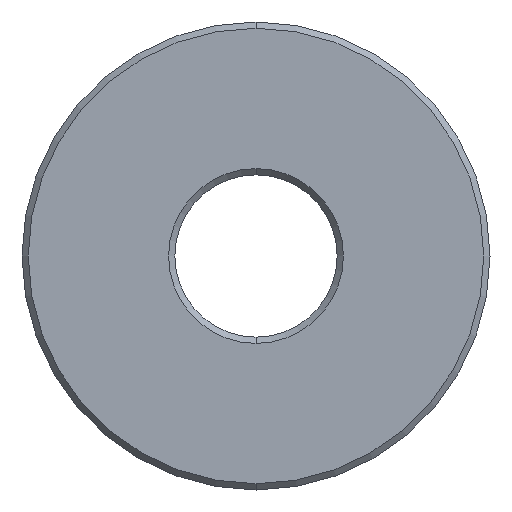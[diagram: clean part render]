
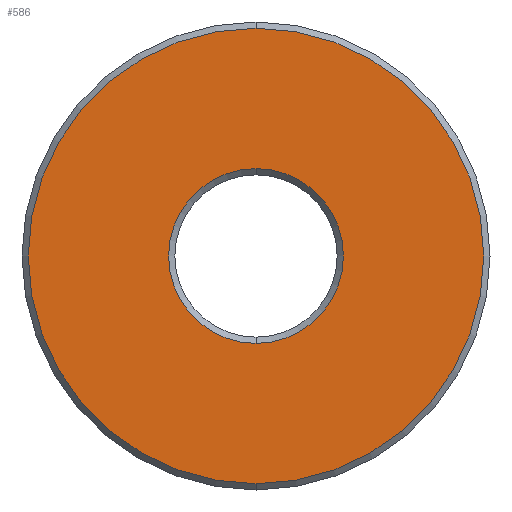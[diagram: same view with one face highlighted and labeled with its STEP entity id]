
A CAD part, front view. The second image highlights one B-rep face of the part: STEP entity #586.
In plain terms, the highlighted planar face has unit normal (0, -1, 0).
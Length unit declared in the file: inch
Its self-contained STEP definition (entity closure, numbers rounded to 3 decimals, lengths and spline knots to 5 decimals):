
#8 = ORIENTED_EDGE ( 'NONE', *, *, #345, .T. ) ;
#17 = EDGE_CURVE ( 'NONE', #24, #706, #576, .T. ) ;
#24 = VERTEX_POINT ( 'NONE', #863 ) ;
#40 = CIRCLE ( 'NONE', #343, 0.14 ) ;
#53 = ORIENTED_EDGE ( 'NONE', *, *, #62, .T. ) ;
#62 = EDGE_CURVE ( 'NONE', #435, #542, #475, .T. ) ;
#66 = DIRECTION ( 'NONE',  ( 0., 0., 1. ) ) ;
#68 = DIRECTION ( 'NONE',  ( 0., 1., 0. ) ) ;
#82 = DIRECTION ( 'NONE',  ( 0., 0., 1. ) ) ;
#162 = CARTESIAN_POINT ( 'NONE',  ( 0., 0., 0. ) ) ;
#193 = FACE_BOUND ( 'NONE', #679, .T. ) ;
#203 = CARTESIAN_POINT ( 'NONE',  ( 0., 0., 0.14 ) ) ;
#332 = AXIS2_PLACEMENT_3D ( 'NONE', #590, #890, #377 ) ;
#343 = AXIS2_PLACEMENT_3D ( 'NONE', #162, #651, #444 ) ;
#345 = EDGE_CURVE ( 'NONE', #706, #24, #369, .T. ) ;
#356 = DIRECTION ( 'NONE',  ( 0., -1., 0. ) ) ;
#369 = CIRCLE ( 'NONE', #332, 0.365 ) ;
#375 = DIRECTION ( 'NONE',  ( 0., 0., 1. ) ) ;
#377 = DIRECTION ( 'NONE',  ( 0., 0., 1. ) ) ;
#410 = EDGE_LOOP ( 'NONE', ( #414, #8 ) ) ;
#414 = ORIENTED_EDGE ( 'NONE', *, *, #17, .T. ) ;
#435 = VERTEX_POINT ( 'NONE', #676 ) ;
#444 = DIRECTION ( 'NONE',  ( 0., 0., 1. ) ) ;
#475 = CIRCLE ( 'NONE', #848, 0.14 ) ;
#477 = AXIS2_PLACEMENT_3D ( 'NONE', #487, #68, #66 ) ;
#487 = CARTESIAN_POINT ( 'NONE',  ( -0.375, 0., 0. ) ) ;
#542 = VERTEX_POINT ( 'NONE', #203 ) ;
#567 = CARTESIAN_POINT ( 'NONE',  ( 0., 0., -0.365 ) ) ;
#576 = CIRCLE ( 'NONE', #631, 0.365 ) ;
#586 = ADVANCED_FACE ( 'NONE', ( #193, #703 ), #691, .F. ) ;
#590 = CARTESIAN_POINT ( 'NONE',  ( 0., 0., 0. ) ) ;
#631 = AXIS2_PLACEMENT_3D ( 'NONE', #709, #356, #82 ) ;
#651 = DIRECTION ( 'NONE',  ( 0., 1., 0. ) ) ;
#655 = DIRECTION ( 'NONE',  ( 0., 1., 0. ) ) ;
#676 = CARTESIAN_POINT ( 'NONE',  ( 0., 0., -0.14 ) ) ;
#679 = EDGE_LOOP ( 'NONE', ( #53, #892 ) ) ;
#691 = PLANE ( 'NONE',  #477 ) ;
#703 = FACE_OUTER_BOUND ( 'NONE', #410, .T. ) ;
#706 = VERTEX_POINT ( 'NONE', #567 ) ;
#709 = CARTESIAN_POINT ( 'NONE',  ( 0., 0., 0. ) ) ;
#732 = CARTESIAN_POINT ( 'NONE',  ( 0., 0., 0. ) ) ;
#814 = EDGE_CURVE ( 'NONE', #542, #435, #40, .T. ) ;
#848 = AXIS2_PLACEMENT_3D ( 'NONE', #732, #655, #375 ) ;
#863 = CARTESIAN_POINT ( 'NONE',  ( 0., 0., 0.365 ) ) ;
#890 = DIRECTION ( 'NONE',  ( 0., -1., 0. ) ) ;
#892 = ORIENTED_EDGE ( 'NONE', *, *, #814, .T. ) ;
